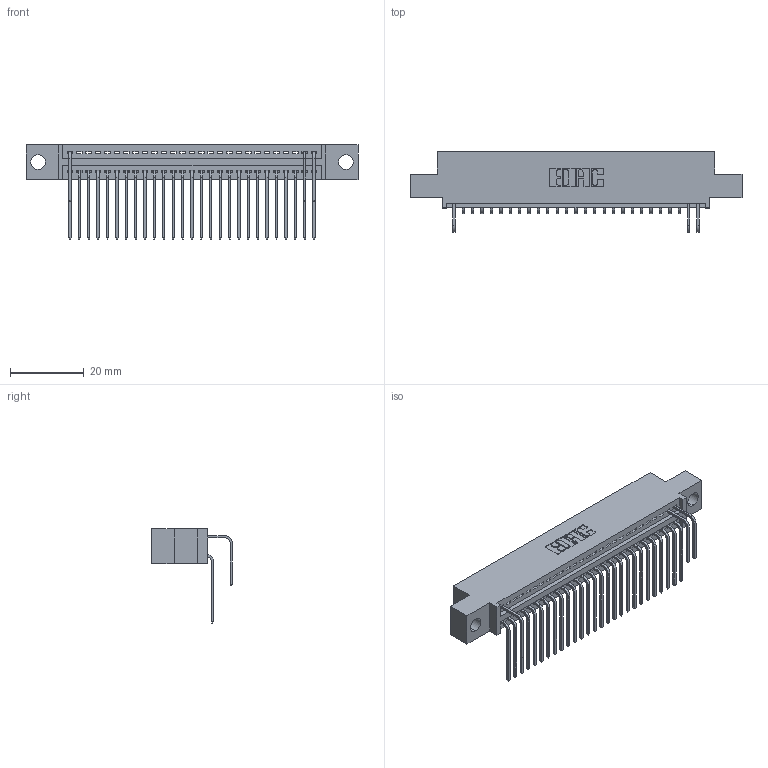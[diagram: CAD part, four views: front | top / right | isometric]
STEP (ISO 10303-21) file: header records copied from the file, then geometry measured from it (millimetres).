
FILE_DESCRIPTION (( 'STEP AP203' ), '1' );
FILE_NAME ('345-054-558-504.STEP', '2018-09-24T01:13:20', ( '' ), ( '' ), 'SwSTEP 2.0', 'SolidWorks 2016', '' );
FILE_SCHEMA (( 'CONFIG_CONTROL_DESIGN' ));
Length unit declared in the file: inch
Products named in the file (4): 345 Part_0.110 Offset - 0.156 Dia-TH; 345-292-001_558 559 Tail - 1; 345-292-001_558 Tail - 2; 345-054-558-504
Assembly tree (31 placements, depth 2):
  345-054-558-504
    345 Part_0.110 Offset - 0.156 Dia-TH
    345-292-001_558 559 Tail - 1  x27
    345-292-001_558 Tail - 2  x3
Bounding box: 89.79 x 21.83 x 25.53 mm (x, y, z)
Volume: 8378.5 mm3; surface area: 11590.8 mm2
Topology: 31 solids, 31 shells, 1882 faces, 5651 edges, 3726 vertices
Faces by surface type: plane 1302, cylinder 580
Entity records: 24223 total; most frequent: CARTESIAN_POINT 4227, ORIENTED_EDGE 4134, DIRECTION 3691, EDGE_CURVE 2067, LINE 1787, VECTOR 1787, VERTEX_POINT 1374, AXIS2_PLACEMENT_3D 952
